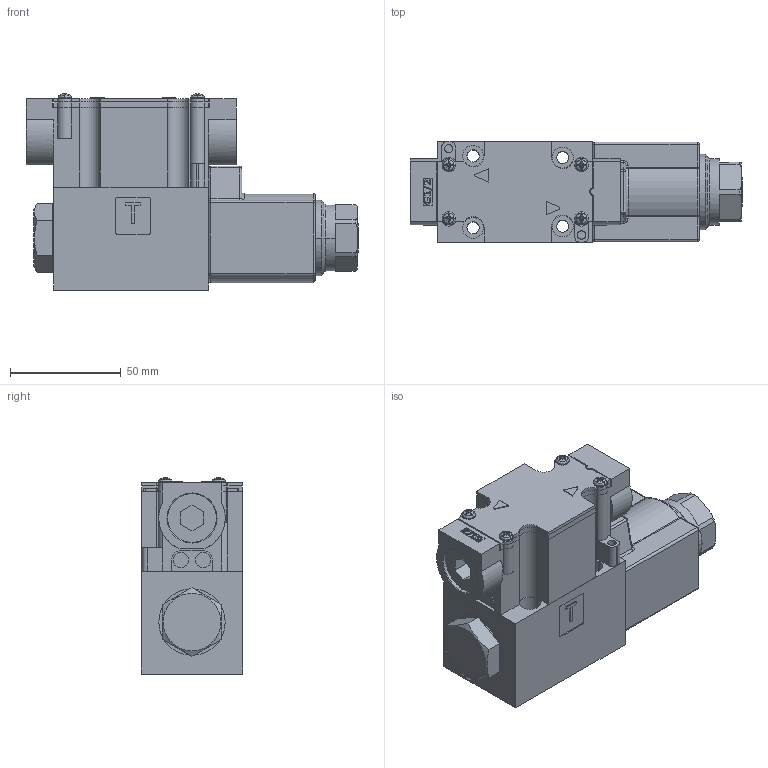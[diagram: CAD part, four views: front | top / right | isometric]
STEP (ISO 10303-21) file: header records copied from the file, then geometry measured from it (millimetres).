
FILE_DESCRIPTION (( 'STEP AP214' ), '1' );
FILE_NAME ('DSG-01-2Bx-AC-70-TERMINAL BOX TYPE.STEP', '2021-12-17T06:55:28', ( '' ), ( '' ), 'SwSTEP 2.0', 'SolidWorks 2019', '' );
FILE_SCHEMA (( 'AUTOMOTIVE_DESIGN' ));
Length unit declared in the file: millimetre
Products named in the file (28): _____Ass''''y^DSG-01-2Bx-D24-70(2)_DSG-01-2Bx-AC-70.STEP; _______^DSG-01-2Bx-D24-70(2)_DSG-01-2Bx-AC-70.STEP; 1790S-VK212423-8-0(__)^01_____Ass''''y_________DSG-01-2Bx-D24-70(2)_DSG-01-2Bx-AC-70.STEP; 1790S-VK212422-0-0(___)^01_____Ass''''y_________DSG-01-2Bx-D24-70(2)_DSG-01-2Bx-AC-70.STEP; 1790S-VK421290-8-0(____)^01_____Ass''''y_________DSG-01-2Bx-D24-70(2)_DSG-01-2Bx-AC-70.STEP; ____^__Ass''''y______Ass''''y_DSG-01-2Bx-D24-70(2)_DSG-01-2Bx-AC-70-1.STEP; oringa012^DSG-01-2Bx-D24-70(2)_DSG-01-2Bx-AC-70.STEP; ______^_____Ass''''y_DSG-01-2Bx-D24-70(2)_DSG-01-2Bx-AC-70.STEP; ______^_____Ass''''y_DSG-01-2Bx-D24-70(2)_DSG-01-2Bx-AC-70-2.STEP; ____^__Ass''''y______Ass''''y_DSG-01-2Bx-D24-70(2)_DSG-01-2Bx-AC-70.STEP; AS 1427 Z - Metric M3 x 8-0^________DSG-01-2Bx-D24-70(2)_DSG-01-2Bx-AC-70.STEP; ______1^__Ass''''y______Ass''''y_DSG-01-2Bx-D24-70(2)_DSG-01-2Bx-AC-70.STEP; _____^__Ass''''y______Ass''''y_DSG-01-2Bx-D24-70(2)_DSG-01-2Bx-AC-70.STEP; ___^DSG-01-2Bx-D24-70(2)_DSG-01-2Bx-AC-70.STEP; 1790S-VK418329-9-0(___)^01_____Ass''''y_________DSG-01-2Bx-D24-70(2)_DSG-01-2Bx-AC-70.STEP; DSG-01-2Bx-AC-70-TERMINAL BOX TYPE.STEP; O___(S6)^01_____Ass''''y_________DSG-01-2Bx-D24-70(2)_DSG-01-2Bx-AC-70.STEP; 01_____Ass''''y^________DSG-01-2Bx-D24-70(2)_DSG-01-2Bx-AC-70.STEP; _____^__Ass''''y______Ass''''y_DSG-01-2Bx-D24-70(2)_DSG-01-2Bx-AC-70-0.STEP; DSG-01-3Cx-D24-70 CASTING; DSG-01-2Bx-AC-70-TERMINAL BOX TYPE; 1790S-__^________DSG-01-2Bx-D24-70(2)_DSG-01-2Bx-AC-70.STEP; ______2^__Ass''''y______Ass''''y_DSG-01-2Bx-D24-70(2)_DSG-01-2Bx-AC-70.STEP; 1751S-V_407071-0-3(___)^01_____Ass''''y_________DSG-01-2Bx-D24-70(2)_DSG-01-2Bx-AC-70.STEP; DSG-01-2Bx-D24-70(2)^DSG-01-2Bx-AC-70.STEP; DSG-01-2Bx-AC.STEP; AS 1427 H - Metric M3.5 x 16^01_____Ass''''y_________DSG-01-2Bx-D24-70(2)_DSG-01-2Bx-AC-70.STEP; __Ass''''y^_____Ass''''y_DSG-01-2Bx-D24-70(2)_DSG-01-2Bx-AC-70.STEP
Assembly tree (39 placements, depth 6):
  DSG-01-2Bx-AC-70-TERMINAL BOX TYPE
    DSG-01-2Bx-AC-70-TERMINAL BOX TYPE.STEP
      DSG-01-2Bx-D24-70(2)^DSG-01-2Bx-AC-70.STEP
        _____Ass''''y^DSG-01-2Bx-D24-70(2)_DSG-01-2Bx-AC-70.STEP
          __Ass''''y^_____Ass''''y_DSG-01-2Bx-D24-70(2)_DSG-01-2Bx-AC-70.STEP
            ____^__Ass''''y______Ass''''y_DSG-01-2Bx-D24-70(2)_DSG-01-2Bx-AC-70.STEP
            _____^__Ass''''y______Ass''''y_DSG-01-2Bx-D24-70(2)_DSG-01-2Bx-AC-70.STEP
            ______1^__Ass''''y______Ass''''y_DSG-01-2Bx-D24-70(2)_DSG-01-2Bx-AC-70.STEP
            ______2^__Ass''''y______Ass''''y_DSG-01-2Bx-D24-70(2)_DSG-01-2Bx-AC-70.STEP
            _____^__Ass''''y______Ass''''y_DSG-01-2Bx-D24-70(2)_DSG-01-2Bx-AC-70-0.STEP
            ____^__Ass''''y______Ass''''y_DSG-01-2Bx-D24-70(2)_DSG-01-2Bx-AC-70-1.STEP
          ______^_____Ass''''y_DSG-01-2Bx-D24-70(2)_DSG-01-2Bx-AC-70.STEP
          ______^_____Ass''''y_DSG-01-2Bx-D24-70(2)_DSG-01-2Bx-AC-70-2.STEP
        _______^DSG-01-2Bx-D24-70(2)_DSG-01-2Bx-AC-70.STEP
          01_____Ass''''y^________DSG-01-2Bx-D24-70(2)_DSG-01-2Bx-AC-70.STEP
            1790S-VK212422-0-0(___)^01_____Ass''''y_________DSG-01-2Bx-D24-70(2)_DSG-01-2Bx-AC-70.STEP
            1790S-VK212423-8-0(__)^01_____Ass''''y_________DSG-01-2Bx-D24-70(2)_DSG-01-2Bx-AC-70.STEP
            1790S-VK421290-8-0(____)^01_____Ass''''y_________DSG-01-2Bx-D24-70(2)_DSG-01-2Bx-AC-70.STEP
            AS 1427 H - Metric M3.5 x 16^01_____Ass''''y_________DSG-01-2Bx-D24-70(2)_DSG-01-2Bx-AC-70.STEP  x2
            O___(S6)^01_____Ass''''y_________DSG-01-2Bx-D24-70(2)_DSG-01-2Bx-AC-70.STEP  x2
            1751S-V_407071-0-3(___)^01_____Ass''''y_________DSG-01-2Bx-D24-70(2)_DSG-01-2Bx-AC-70.STEP  x2
            1790S-VK418329-9-0(___)^01_____Ass''''y_________DSG-01-2Bx-D24-70(2)_DSG-01-2Bx-AC-70.STEP  x4
          1790S-__^________DSG-01-2Bx-D24-70(2)_DSG-01-2Bx-AC-70.STEP
          AS 1427 Z - Metric M3 x 8-0^________DSG-01-2Bx-D24-70(2)_DSG-01-2Bx-AC-70.STEP  x4
        oringa012^DSG-01-2Bx-D24-70(2)_DSG-01-2Bx-AC-70.STEP  x4
        ___^DSG-01-2Bx-D24-70(2)_DSG-01-2Bx-AC-70.STEP
      DSG-01-2Bx-AC.STEP
    DSG-01-3Cx-D24-70 CASTING
Bounding box: 150 x 46 x 88.6 mm (x, y, z)
Volume: 304410.9 mm3; surface area: 102672.1 mm2
Topology: 33 solids, 33 shells, 1520 faces, 3909 edges, 2484 vertices
Faces by surface type: plane 628, cylinder 413, cone 190, bspline 183, torus 68, sphere 38
Entity records: 42560 total; most frequent: CARTESIAN_POINT 10763, ORIENTED_EDGE 6438, DIRECTION 6325, EDGE_CURVE 3219, AXIS2_PLACEMENT_3D 2275, VERTEX_POINT 2080, VECTOR 1775, LINE 1775
